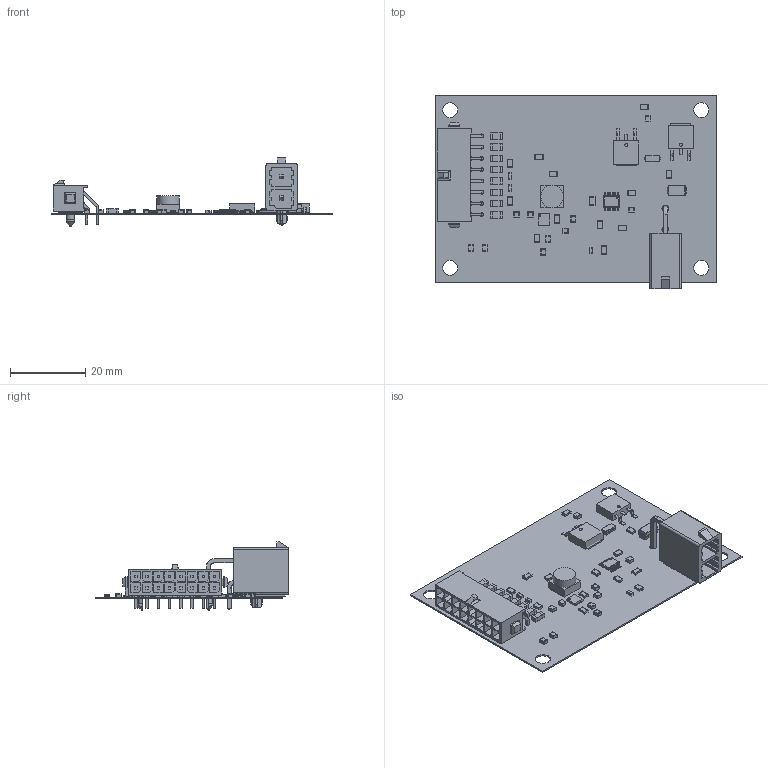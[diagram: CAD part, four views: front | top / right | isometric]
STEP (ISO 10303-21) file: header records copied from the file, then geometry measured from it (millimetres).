
FILE_DESCRIPTION(('Open CASCADE Model'),'2;1');
FILE_NAME('Open CASCADE Shape Model','2019-08-18T14:15:24',('Author'),( 'Open CASCADE'),'Open CASCADE STEP processor 6.8','Open CASCADE 6.8' ,'Unknown');
FILE_SCHEMA(('AUTOMOTIVE_DESIGN { 1 0 10303 214 1 1 1 1 }'));
Products named in the file (1): PCB
Bounding box: 75.06 x 51.63 x 18.2 mm (x, y, z)
Volume: 3876.6 mm3; surface area: 13312.3 mm2
Topology: 163 solids, 167 shells, 2747 faces, 6323 edges, 3816 vertices
Faces by surface type: plane 2001, cylinder 574, sphere 130, bspline 26, torus 10, cone 6
Full cylindrical faces by diameter (mm): 0.388 x2, 0.844 x2, 1 x16, 1.8 x2, 3 x1, 3.1 x2, 4 x4, 6 x1
Entity records: 78104 total; most frequent: CARTESIAN_POINT 15493, DIRECTION 12537, ORIENTED_EDGE 12370, EDGE_CURVE 6187, LINE 4953, VECTOR 4953, VERTEX_POINT 3804, AXIS2_PLACEMENT_3D 3792
